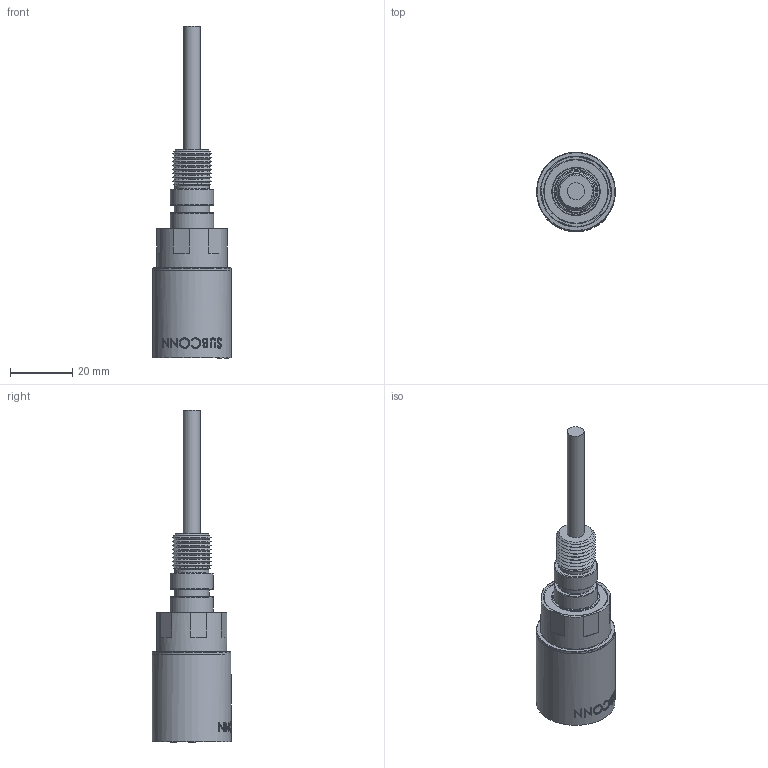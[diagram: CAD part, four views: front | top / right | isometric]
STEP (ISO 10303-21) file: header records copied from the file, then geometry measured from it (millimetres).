
FILE_DESCRIPTION(/* description */ (''),/* implementation_level */ '2;1');
FILE_NAME(/* name */ 'DBH8F 2 O-ring.stp',/* time_stamp */ '2021-01-13T08:19:30+01:00',/* author */ ('sh'),/* organization */ (''),/* preprocessor_version */ 'ST-DEVELOPER v17.2',/* originating_system */ 'Autodesk Inventor 2019',/* authorisation */ '');
FILE_SCHEMA (('AUTOMOTIVE_DESIGN { 1 0 10303 214 3 1 1 }'));
Length unit declared in the file: millimetre
Products named in the file (1): Part3
Bounding box: 25.4 x 25.6 x 106.98 mm (x, y, z)
Volume: 22838.5 mm3; surface area: 7469.2 mm2
Topology: 1 solids, 1 shells, 327 faces, 892 edges, 606 vertices
Faces by surface type: bspline 138, plane 130, cylinder 26, cone 20, torus 13
Full cylindrical faces by diameter (mm): 3.175 x8, 5.461 x1, 11.024 x1, 11.379 x1, 13.975 x2, 22.606 x1, 25.349 x1, 25.4 x1
Entity records: 21820 total; most frequent: CARTESIAN_POINT 13858, ORIENTED_EDGE 1784, DIRECTION 1193, EDGE_CURVE 892, VERTEX_POINT 606, LINE 427, VECTOR 427, AXIS2_PLACEMENT_3D 383
